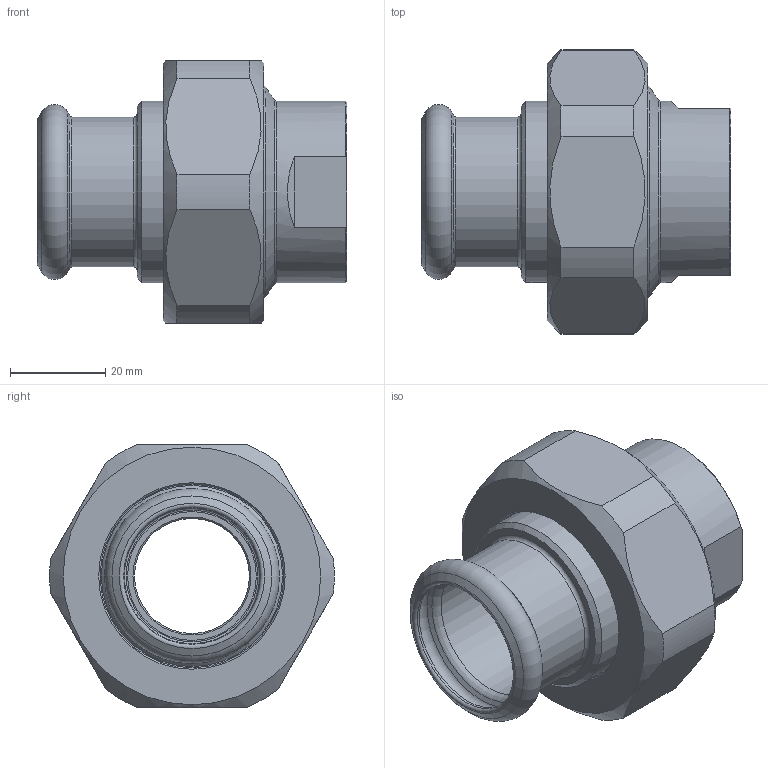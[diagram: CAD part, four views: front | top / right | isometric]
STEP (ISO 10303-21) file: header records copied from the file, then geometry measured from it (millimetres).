
FILE_DESCRIPTION(/* description */ (''),/* implementation_level */ '2;1');
FILE_NAME(/* name */ '3D_R666-PME-G-28-DN40-DN20_1711304938.stp',/* time_stamp */ '2021-07-19T12:15:42+02:00',/* author */ ('cad'),/* organization */ (''),/* preprocessor_version */ 'ST-DEVELOPER v18.1',/* originating_system */ 'Autodesk Inventor 2022',/* authorisation */ '');
FILE_SCHEMA (('AUTOMOTIVE_DESIGN { 1 0 10303 214 3 1 1 }'));
Length unit declared in the file: millimetre
Products named in the file (4): 3D_R666-PME-G-28-DN40-DN20_1711304938; 3D_R666-M-DN40_17113950; 3D_R666-G-DN20-DN40_17113545; 3D_R666-PME-28-DN40_171134940
Assembly tree (3 placements, depth 2):
  3D_R666-PME-G-28-DN40-DN20_1711304938
    3D_R666-M-DN40_17113950
    3D_R666-G-DN20-DN40_17113545
    3D_R666-PME-28-DN40_171134940
Bounding box: 65 x 59.67 x 55 mm (x, y, z)
Volume: 60637.6 mm3; surface area: 25923.7 mm2
Topology: 3 solids, 3 shells, 65 faces, 151 edges, 95 vertices
Faces by surface type: cone 20, plane 19, cylinder 17, torus 9
Full cylindrical faces by diameter (mm): 24.117 x1, 27 x1, 28.4 x1, 28.7 x1, 31.4 x1, 38 x2, 38.5 x1, 44 x1, 44.845 x1, 47.7 x1
Entity records: 2023 total; most frequent: DIRECTION 365, CARTESIAN_POINT 350, ORIENTED_EDGE 302, AXIS2_PLACEMENT_3D 158, EDGE_CURVE 151, VERTEX_POINT 95, CIRCLE 84, EDGE_LOOP 74
